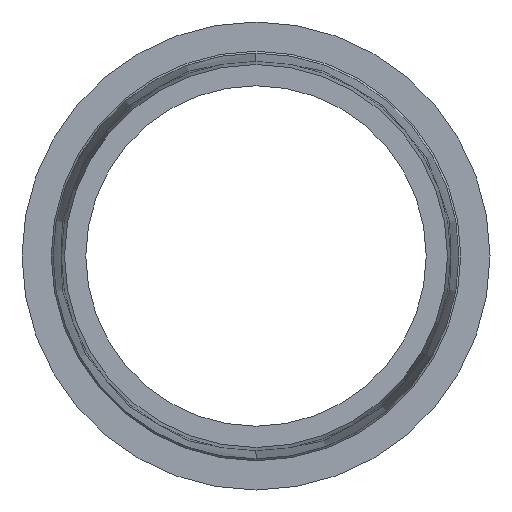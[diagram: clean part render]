
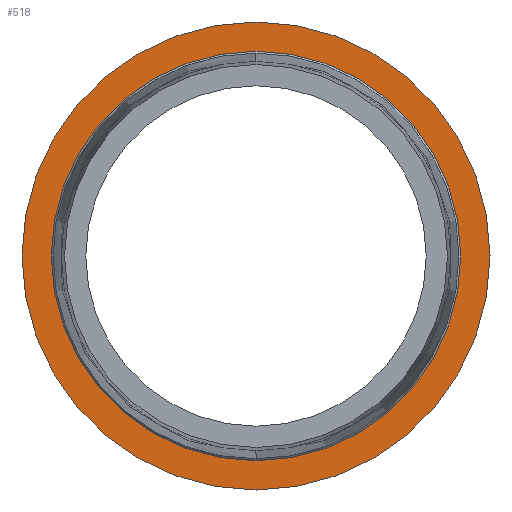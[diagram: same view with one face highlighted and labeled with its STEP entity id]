
A CAD part, left-side view. The second image highlights one B-rep face of the part: STEP entity #518.
In plain terms, the highlighted planar face has unit normal (-1, 0, 0).
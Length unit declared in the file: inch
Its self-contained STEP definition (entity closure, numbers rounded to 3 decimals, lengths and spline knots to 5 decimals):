
#8 = CARTESIAN_POINT ( 'NONE',  ( -2., 0., 0.6015 ) ) ;
#10 = ORIENTED_EDGE ( 'NONE', *, *, #77, .F. ) ;
#18 = DIRECTION ( 'NONE',  ( 1., 0., 0. ) ) ;
#23 = CIRCLE ( 'NONE', #174, 0.6015 ) ;
#39 = EDGE_CURVE ( 'NONE', #365, #540, #385, .T. ) ;
#41 = PLANE ( 'NONE',  #495 ) ;
#56 = AXIS2_PLACEMENT_3D ( 'NONE', #305, #359, #473 ) ;
#77 = EDGE_CURVE ( 'NONE', #531, #366, #486, .T. ) ;
#98 = ORIENTED_EDGE ( 'NONE', *, *, #389, .T. ) ;
#104 = DIRECTION ( 'NONE',  ( 1., 0., 0. ) ) ;
#106 = EDGE_CURVE ( 'NONE', #366, #531, #581, .T. ) ;
#107 = FACE_BOUND ( 'NONE', #457, .T. ) ;
#171 = ORIENTED_EDGE ( 'NONE', *, *, #39, .T. ) ;
#174 = AXIS2_PLACEMENT_3D ( 'NONE', #309, #18, #446 ) ;
#213 = CARTESIAN_POINT ( 'NONE',  ( -2., 0., -0.6015 ) ) ;
#235 = CARTESIAN_POINT ( 'NONE',  ( -2., 0., 0. ) ) ;
#243 = DIRECTION ( 'NONE',  ( 0., 0., 1. ) ) ;
#263 = DIRECTION ( 'NONE',  ( 0., 0., -1. ) ) ;
#273 = AXIS2_PLACEMENT_3D ( 'NONE', #235, #104, #263 ) ;
#304 = CARTESIAN_POINT ( 'NONE',  ( -2., 0., 0.6875 ) ) ;
#305 = CARTESIAN_POINT ( 'NONE',  ( -2., 0., 0. ) ) ;
#309 = CARTESIAN_POINT ( 'NONE',  ( -2., 0., 0. ) ) ;
#318 = FACE_OUTER_BOUND ( 'NONE', #343, .T. ) ;
#343 = EDGE_LOOP ( 'NONE', ( #505, #10 ) ) ;
#359 = DIRECTION ( 'NONE',  ( 1., 0., 0. ) ) ;
#365 = VERTEX_POINT ( 'NONE', #213 ) ;
#366 = VERTEX_POINT ( 'NONE', #539 ) ;
#385 = CIRCLE ( 'NONE', #273, 0.6015 ) ;
#389 = EDGE_CURVE ( 'NONE', #540, #365, #23, .T. ) ;
#392 = CARTESIAN_POINT ( 'NONE',  ( -2., 0.6875, 0. ) ) ;
#432 = DIRECTION ( 'NONE',  ( 1., 0., 0. ) ) ;
#444 = CARTESIAN_POINT ( 'NONE',  ( -2., 0., 0. ) ) ;
#446 = DIRECTION ( 'NONE',  ( 0., 0., -1. ) ) ;
#457 = EDGE_LOOP ( 'NONE', ( #171, #98 ) ) ;
#473 = DIRECTION ( 'NONE',  ( 0., 0., -1. ) ) ;
#486 = CIRCLE ( 'NONE', #603, 0.6875 ) ;
#495 = AXIS2_PLACEMENT_3D ( 'NONE', #392, #606, #243 ) ;
#505 = ORIENTED_EDGE ( 'NONE', *, *, #106, .F. ) ;
#518 = ADVANCED_FACE ( 'NONE', ( #107, #318 ), #41, .T. ) ;
#531 = VERTEX_POINT ( 'NONE', #304 ) ;
#539 = CARTESIAN_POINT ( 'NONE',  ( -2., 0., -0.6875 ) ) ;
#540 = VERTEX_POINT ( 'NONE', #8 ) ;
#581 = CIRCLE ( 'NONE', #56, 0.6875 ) ;
#584 = DIRECTION ( 'NONE',  ( 0., 0., -1. ) ) ;
#603 = AXIS2_PLACEMENT_3D ( 'NONE', #444, #432, #584 ) ;
#606 = DIRECTION ( 'NONE',  ( -1., 0., 0. ) ) ;
